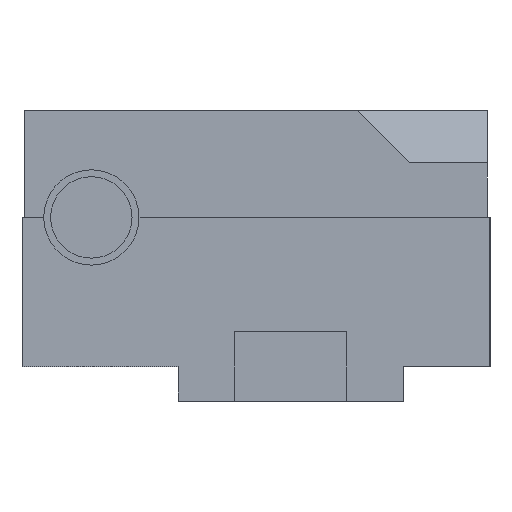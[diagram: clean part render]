
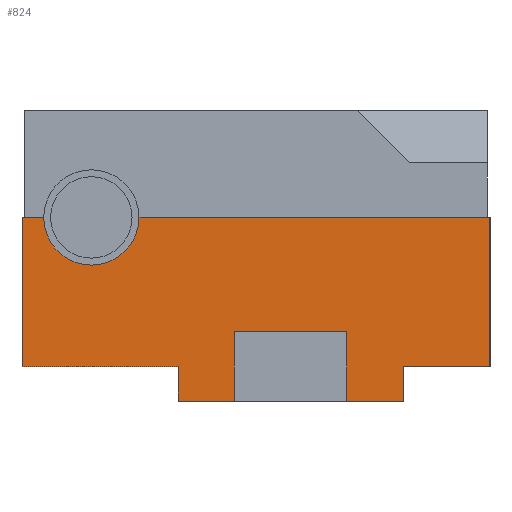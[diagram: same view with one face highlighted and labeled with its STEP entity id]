
A CAD part, left-side view. The second image highlights one B-rep face of the part: STEP entity #824.
In plain terms, the highlighted planar face has unit normal (-1, 0, 0).
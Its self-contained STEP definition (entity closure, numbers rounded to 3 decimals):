
#380=FACE_OUTER_BOUND('',#3562,.T.);
#824=ADVANCED_FACE('',(#380),#1295,.T.);
#1295=PLANE('',#9070);
#1645=CIRCLE('',#9069,2.75);
#1758=LINE('',#12144,#2588);
#1762=LINE('',#12152,#2592);
#1809=LINE('',#12264,#2639);
#1819=LINE('',#12285,#2649);
#1823=LINE('',#12291,#2653);
#1828=LINE('',#12305,#2658);
#1829=LINE('',#12307,#2659);
#1830=LINE('',#12309,#2660);
#1831=LINE('',#12311,#2661);
#1832=LINE('',#12312,#2662);
#1833=LINE('',#12314,#2663);
#1834=LINE('',#12316,#2664);
#1835=LINE('',#12318,#2665);
#2588=VECTOR('',#9554,1.);
#2592=VECTOR('',#9558,1.);
#2639=VECTOR('',#9631,1.);
#2649=VECTOR('',#9643,1.);
#2653=VECTOR('',#9647,1.);
#2658=VECTOR('',#9658,1.);
#2659=VECTOR('',#9661,1.);
#2660=VECTOR('',#9662,1.);
#2661=VECTOR('',#9663,1.);
#2662=VECTOR('',#9664,1.);
#2663=VECTOR('',#9667,1.);
#2664=VECTOR('',#9668,1.);
#2665=VECTOR('',#9669,1.);
#3562=EDGE_LOOP('',(#4381,#4382,#4383,#4384,#4385,#4386,#4387,#4388,#4389,
#4390,#4391,#4392,#4393,#4394));
#4381=ORIENTED_EDGE('',*,*,#7664,.F.);
#4382=ORIENTED_EDGE('',*,*,#7665,.T.);
#4383=ORIENTED_EDGE('',*,*,#7666,.T.);
#4384=ORIENTED_EDGE('',*,*,#7585,.T.);
#4385=ORIENTED_EDGE('',*,*,#7667,.F.);
#4386=ORIENTED_EDGE('',*,*,#7642,.T.);
#4387=ORIENTED_EDGE('',*,*,#7663,.T.);
#4388=ORIENTED_EDGE('',*,*,#7652,.T.);
#4389=ORIENTED_EDGE('',*,*,#7668,.F.);
#4390=ORIENTED_EDGE('',*,*,#7656,.T.);
#4391=ORIENTED_EDGE('',*,*,#7669,.F.);
#4392=ORIENTED_EDGE('',*,*,#7670,.T.);
#4393=ORIENTED_EDGE('',*,*,#7671,.T.);
#4394=ORIENTED_EDGE('',*,*,#7589,.T.);
#6755=VERTEX_POINT('',#12138);
#6758=VERTEX_POINT('',#12143);
#6759=VERTEX_POINT('',#12145);
#6762=VERTEX_POINT('',#12151);
#6815=VERTEX_POINT('',#12265);
#6816=VERTEX_POINT('',#12266);
#6818=VERTEX_POINT('',#12272);
#6824=VERTEX_POINT('',#12284);
#6825=VERTEX_POINT('',#12286);
#6826=VERTEX_POINT('',#12290);
#6833=VERTEX_POINT('',#12308);
#6834=VERTEX_POINT('',#12310);
#6835=VERTEX_POINT('',#12315);
#6836=VERTEX_POINT('',#12317);
#7585=EDGE_CURVE('',#6759,#6758,#1758,.T.);
#7589=EDGE_CURVE('',#6755,#6762,#1762,.T.);
#7642=EDGE_CURVE('',#6815,#6816,#1809,.T.);
#7652=EDGE_CURVE('',#6825,#6824,#1819,.T.);
#7656=EDGE_CURVE('',#6818,#6826,#1823,.T.);
#7663=EDGE_CURVE('',#6816,#6825,#1828,.T.);
#7664=EDGE_CURVE('',#6833,#6762,#1829,.T.);
#7665=EDGE_CURVE('',#6833,#6834,#1830,.T.);
#7666=EDGE_CURVE('',#6834,#6759,#1831,.T.);
#7667=EDGE_CURVE('',#6815,#6758,#1832,.T.);
#7668=EDGE_CURVE('',#6818,#6824,#1645,.T.);
#7669=EDGE_CURVE('',#6835,#6826,#1833,.T.);
#7670=EDGE_CURVE('',#6835,#6836,#1834,.T.);
#7671=EDGE_CURVE('',#6836,#6755,#1835,.T.);
#9069=AXIS2_PLACEMENT_3D('',#12313,#9665,#9666);
#9070=AXIS2_PLACEMENT_3D('',#12319,#9670,#9671);
#9554=DIRECTION('',(0.,-1.,0.));
#9558=DIRECTION('',(0.,-1.,0.));
#9631=DIRECTION('',(0.,-1.,0.));
#9643=DIRECTION('',(0.,1.,0.));
#9647=DIRECTION('',(0.,1.,0.));
#9658=DIRECTION('',(0.,0.,1.));
#9661=DIRECTION('',(0.,0.,-1.));
#9662=DIRECTION('',(0.,-1.,0.));
#9663=DIRECTION('',(0.,0.,-1.));
#9664=DIRECTION('',(0.,0.,-1.));
#9665=DIRECTION('',(-1.,0.,0.));
#9666=DIRECTION('',(0.,0.,1.));
#9667=DIRECTION('',(0.,0.,1.));
#9668=DIRECTION('',(0.,-1.,0.));
#9669=DIRECTION('',(0.,0.,-1.));
#9670=DIRECTION('',(-1.,0.,0.));
#9671=DIRECTION('',(0.,0.,1.));
#12138=CARTESIAN_POINT('',(-22.,6.5,0.8));
#12143=CARTESIAN_POINT('',(-22.,-6.5,0.8));
#12144=CARTESIAN_POINT('',(-22.,6.5,0.8));
#12145=CARTESIAN_POINT('',(-22.,-3.25,0.8));
#12151=CARTESIAN_POINT('',(-22.,3.25,0.8));
#12152=CARTESIAN_POINT('',(-22.,6.5,0.8));
#12264=CARTESIAN_POINT('',(-22.,2.,2.8));
#12265=CARTESIAN_POINT('',(-22.,-6.5,2.8));
#12266=CARTESIAN_POINT('',(-22.,-11.5,2.8));
#12272=CARTESIAN_POINT('',(-22.,14.25,11.4));
#12284=CARTESIAN_POINT('',(-22.,8.75,11.4));
#12285=CARTESIAN_POINT('',(-22.,2.,11.4));
#12286=CARTESIAN_POINT('',(-22.,-11.5,11.4));
#12290=CARTESIAN_POINT('',(-22.,15.5,11.4));
#12291=CARTESIAN_POINT('',(-22.,2.,11.4));
#12305=CARTESIAN_POINT('',(-22.,-11.5,2.8));
#12307=CARTESIAN_POINT('',(-22.,3.25,4.8));
#12308=CARTESIAN_POINT('',(-22.,3.25,4.8));
#12309=CARTESIAN_POINT('',(-22.,3.25,4.8));
#12310=CARTESIAN_POINT('',(-22.,-3.25,4.8));
#12311=CARTESIAN_POINT('',(-22.,-3.25,4.8));
#12312=CARTESIAN_POINT('',(-22.,-6.5,0.8));
#12313=CARTESIAN_POINT('',(-22.,11.5,11.4));
#12314=CARTESIAN_POINT('',(-22.,15.5,2.8));
#12315=CARTESIAN_POINT('',(-22.,15.5,2.8));
#12316=CARTESIAN_POINT('',(-22.,2.,2.8));
#12317=CARTESIAN_POINT('',(-22.,6.5,2.8));
#12318=CARTESIAN_POINT('',(-22.,6.5,0.8));
#12319=CARTESIAN_POINT('',(-22.,2.,2.8));
